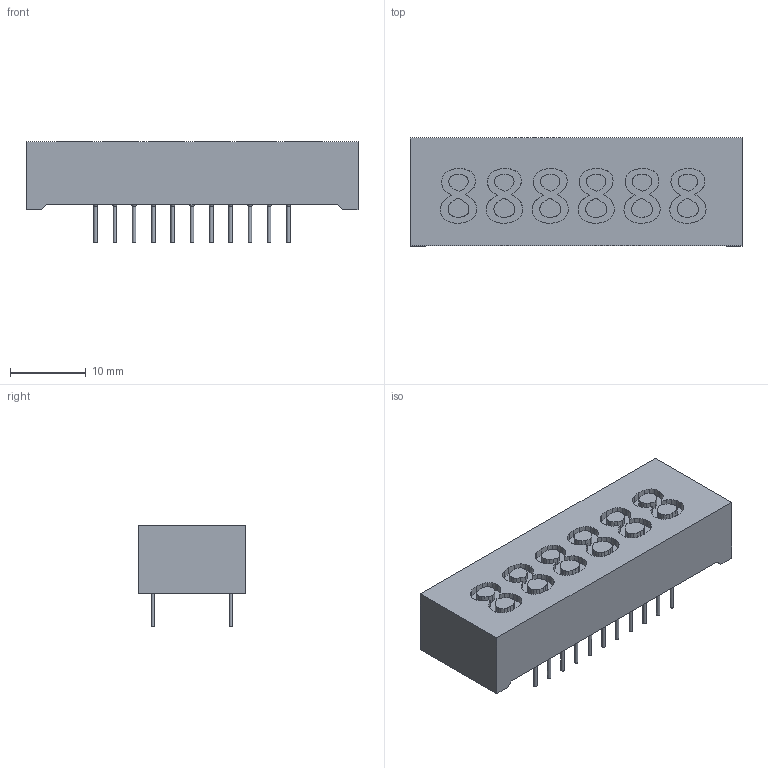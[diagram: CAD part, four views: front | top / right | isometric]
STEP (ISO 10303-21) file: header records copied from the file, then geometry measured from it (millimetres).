
FILE_DESCRIPTION(('FreeCAD Model'),'2;1');
FILE_NAME('Open CASCADE Shape Model','2024-12-17T17:59:59',('Author'),( ''),'Open CASCADE STEP processor 7.8','FreeCAD','Unknown');
FILE_SCHEMA(('AUTOMOTIVE_DESIGN { 1 0 10303 214 1 1 1 1 }'));
Length unit declared in the file: millimetre
Products named in the file (1): Body
Bounding box: 43.7 x 14.2 x 13.29 mm (x, y, z)
Volume: 5104.1 mm3; surface area: 2619.8 mm2
Topology: 1 solids, 1 shells, 406 faces, 1070 edges, 706 vertices
Faces by surface type: extrusion 312, plane 50, torus 22, cylinder 22
Full cylindrical faces by diameter (mm): 0.45 x22
Entity records: 12972 total; most frequent: CARTESIAN_POINT 4055, ORIENTED_EDGE 2140, EDGE_CURVE 1070, DIRECTION 1036, B_SPLINE_CURVE_WITH_KNOTS 936, VERTEX_POINT 706, VECTOR 670, FACE_BOUND 446
